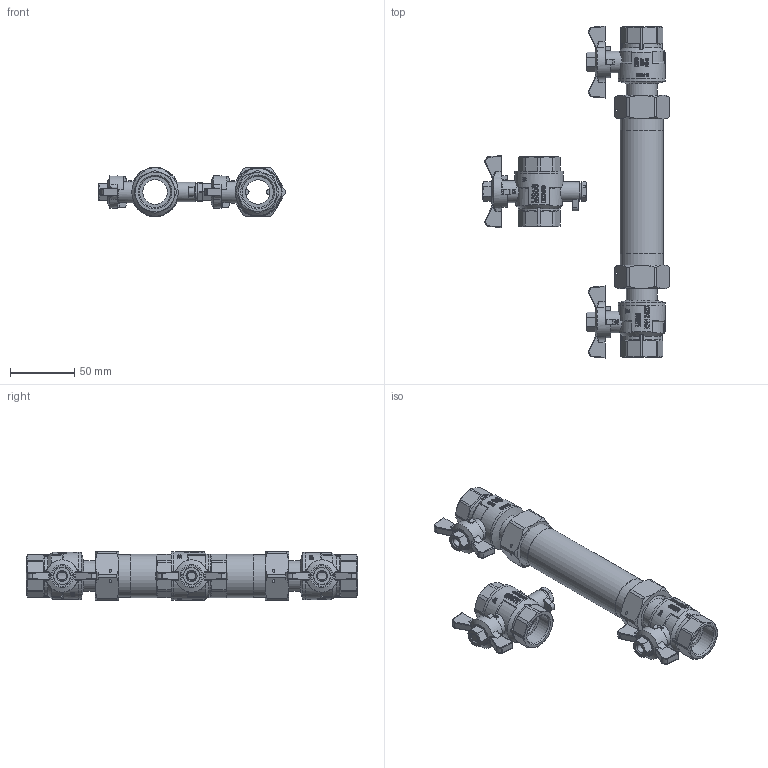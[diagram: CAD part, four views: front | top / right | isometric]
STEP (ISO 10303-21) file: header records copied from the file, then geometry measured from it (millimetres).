
FILE_DESCRIPTION(/* description */ ('Unknown'),/* implementation_level */ '2;1');
FILE_NAME(/* name */ '80100003',/* time_stamp */ '2023-07-12T12:08:20+02:00',/* author */ ('Unknown'),/* organization */ ('Unknown'),/* preprocessor_version */ 'ST-DEVELOPER v18.102',/* originating_system */ 'Solid Edge',/* authorisation */ 'Unknown');
FILE_SCHEMA (('AUTOMOTIVE_DESIGN {1 0 10303 214 3 1 1}'));
Length unit declared in the file: millimetre
Products named in the file (26): 80100003; 98708712-1x130; 708-56-STEP-KUNDE; M8-1_2-3_4; _berwurfmutter; Verschraubung; Stopfbuchse; Gehduse; F-griff; 712-05_oa_0; Spindel-co_oa_1; Spindel; Flügelgriff 1_4 - 3_4; 600-1_2-Mutter; Kvrper-co_oa_2; Kvrper; Schtaube; Einschraubteil; Dichtung
Assembly tree (26 placements, depth 4):
  80100003
    98708712-1x130
    708-56-STEP-KUNDE  x2
      M8-1_2-3_4
        M8-1_2-3_4
      _berwurfmutter
        _berwurfmutter
      Verschraubung
        Verschraubung
      Stopfbuchse
        Stopfbuchse
      Gehduse
        Gehduse
      F-griff
        F-griff
    712-05_oa_0
      Spindel-co_oa_1
        Spindel
        Stopfbuchse
        Flügelgriff 1_4 - 3_4
        600-1_2-Mutter
      Kvrper-co_oa_2
        Kvrper
        Schtaube
        Einschraubteil
        Dichtung
Bounding box: 144.65 x 258 x 38.39 mm (x, y, z)
Volume: 154099.6 mm3; surface area: 100393.6 mm2
Topology: 21 solids, 21 shells, 3504 faces, 9736 edges, 6433 vertices
Faces by surface type: plane 2891, cylinder 367, cone 172, bspline 46, sphere 26, torus 2
Full cylindrical faces by diameter (mm): 1.5 x3, 5 x1, 5.9 x1, 6.7 x1, 6.75 x3, 8.92 x1, 9 x3, 9.1 x3, 9.3 x2, 10 x2, 10.5 x1, 11 x3, 12 x3, 12.376 x2, 12.5 x1, 13 x1, 14 x3, 15 x1, 16 x3, 17 x3, 18.5 x3, 19 x6, 20 x2, 24 x2, 24.117 x4, 24.7 x1, 26 x4, 27 x2, 28 x2, 30.2 x2
Entity records: 84851 total; most frequent: CARTESIAN_POINT 22161, DIRECTION 14260, ORIENTED_EDGE 12646, EDGE_CURVE 6323, AXIS2_PLACEMENT_3D 5877, VERTEX_POINT 4247, ELLIPSE 2712, FACE_BOUND 2608
